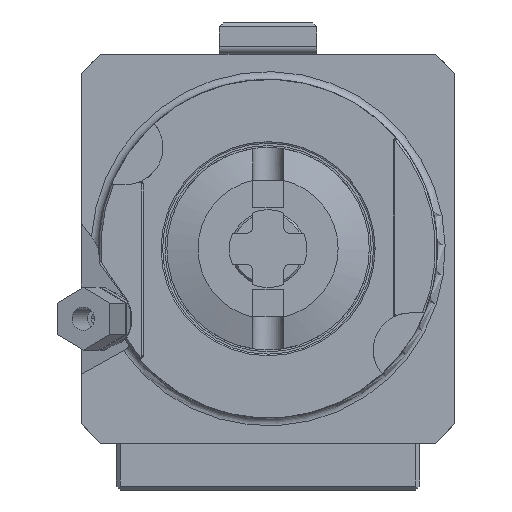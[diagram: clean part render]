
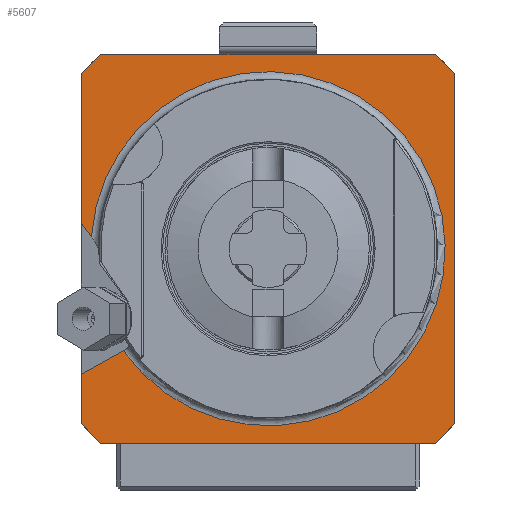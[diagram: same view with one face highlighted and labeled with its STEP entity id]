
A CAD part, left-side view. The second image highlights one B-rep face of the part: STEP entity #5607.
In plain terms, the highlighted planar face has unit normal (-1, 0, 0).
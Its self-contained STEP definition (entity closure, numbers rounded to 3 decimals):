
#602=DIRECTION('',(0.,-0.874,0.485));
#603=VECTOR('',#602,12.366);
#604=CARTESIAN_POINT('',(-25.,48.,-32.226));
#605=LINE('',#604,#603);
#606=DIRECTION('',(0.,-0.589,-0.808));
#607=VECTOR('',#606,4.419);
#608=CARTESIAN_POINT('',(-25.,48.,6.618));
#609=LINE('',#608,#607);
#610=DIRECTION('',(0.,0.,1.));
#611=VECTOR('',#610,38.382);
#612=CARTESIAN_POINT('',(-25.,48.,6.618));
#613=LINE('',#612,#611);
#614=DIRECTION('',(0.,0.707,-0.707));
#615=VECTOR('',#614,7.071);
#616=CARTESIAN_POINT('',(-25.,43.,50.));
#617=LINE('',#616,#615);
#618=DIRECTION('',(0.,-1.,0.));
#619=VECTOR('',#618,86.);
#620=CARTESIAN_POINT('',(-25.,43.,50.));
#621=LINE('',#620,#619);
#622=DIRECTION('',(0.,0.707,0.707));
#623=VECTOR('',#622,7.071);
#624=CARTESIAN_POINT('',(-25.,-48.,45.));
#625=LINE('',#624,#623);
#626=DIRECTION('',(0.,0.,-1.));
#627=VECTOR('',#626,90.);
#628=CARTESIAN_POINT('',(-25.,-48.,45.));
#629=LINE('',#628,#627);
#630=DIRECTION('',(0.,-0.707,0.707));
#631=VECTOR('',#630,7.071);
#632=CARTESIAN_POINT('',(-25.,-43.,-50.));
#633=LINE('',#632,#631);
#634=DIRECTION('',(0.,1.,0.));
#635=VECTOR('',#634,86.);
#636=CARTESIAN_POINT('',(-25.,-43.,-50.));
#637=LINE('',#636,#635);
#638=DIRECTION('',(0.,-0.707,-0.707));
#639=VECTOR('',#638,7.071);
#640=CARTESIAN_POINT('',(-25.,48.,-45.));
#641=LINE('',#640,#639);
#642=DIRECTION('',(0.,0.,1.));
#643=VECTOR('',#642,12.774);
#644=CARTESIAN_POINT('',(-25.,48.,-45.));
#645=LINE('',#644,#643);
#738=CARTESIAN_POINT('',(-25.,0.,0.));
#739=DIRECTION('',(1.,0.,0.));
#740=DIRECTION('',(0.,0.998,0.067));
#741=AXIS2_PLACEMENT_3D('',#738,#739,#740);
#4009=CARTESIAN_POINT('',(-25.,-48.,45.));
#4010=CARTESIAN_POINT('',(-25.,-43.,50.));
#4011=VERTEX_POINT('',#4009);
#4012=VERTEX_POINT('',#4010);
#4019=CARTESIAN_POINT('',(-25.,43.,50.));
#4020=CARTESIAN_POINT('',(-25.,48.,45.));
#4021=VERTEX_POINT('',#4019);
#4022=VERTEX_POINT('',#4020);
#4029=CARTESIAN_POINT('',(-25.,-48.,-45.));
#4030=VERTEX_POINT('',#4029);
#4039=CARTESIAN_POINT('',(-25.,-43.,-50.));
#4040=VERTEX_POINT('',#4039);
#4043=CARTESIAN_POINT('',(-25.,48.,-45.));
#4044=CARTESIAN_POINT('',(-25.,43.,-50.));
#4045=VERTEX_POINT('',#4043);
#4046=VERTEX_POINT('',#4044);
#4096=CARTESIAN_POINT('',(-25.,48.,-32.226));
#4097=CARTESIAN_POINT('',(-25.,37.187,
-26.225));
#4098=VERTEX_POINT('',#4096);
#4099=VERTEX_POINT('',#4097);
#4100=CARTESIAN_POINT('',(-25.,48.,6.618));
#4101=CARTESIAN_POINT('',(-25.,45.398,3.046));
#4102=VERTEX_POINT('',#4100);
#4103=VERTEX_POINT('',#4101);
#5578=CARTESIAN_POINT('',(-25.,0.,0.));
#5579=DIRECTION('',(-1.,0.,0.));
#5580=DIRECTION('',(0.,0.,-1.));
#5581=AXIS2_PLACEMENT_3D('',#5578,#5579,#5580);
#5582=PLANE('',#5581);
#5584=ORIENTED_EDGE('',*,*,#5583,.T.);
#5586=ORIENTED_EDGE('',*,*,#5585,.F.);
#5588=ORIENTED_EDGE('',*,*,#5587,.F.);
#5590=ORIENTED_EDGE('',*,*,#5589,.T.);
#5592=ORIENTED_EDGE('',*,*,#5591,.F.);
#5593=ORIENTED_EDGE('',*,*,#5053,.T.);
#5594=ORIENTED_EDGE('',*,*,#5567,.F.);
#5596=ORIENTED_EDGE('',*,*,#5595,.T.);
#5598=ORIENTED_EDGE('',*,*,#5597,.F.);
#5600=ORIENTED_EDGE('',*,*,#5599,.T.);
#5602=ORIENTED_EDGE('',*,*,#5601,.F.);
#5604=ORIENTED_EDGE('',*,*,#5603,.T.);
#5605=EDGE_LOOP('',(#5584,#5586,#5588,#5590,#5592,#5593,#5594,#5596,#5598,#5600,
#5602,#5604));
#5606=FACE_OUTER_BOUND('',#5605,.F.);
#5607=ADVANCED_FACE('',(#5606),#5582,.T.);
#742=CIRCLE('',#741,45.5);
#5053=EDGE_CURVE('',#4021,#4012,#621,.T.);
#5567=EDGE_CURVE('',#4011,#4012,#625,.T.);
#5583=EDGE_CURVE('',#4098,#4099,#605,.T.);
#5585=EDGE_CURVE('',#4103,#4099,#742,.T.);
#5587=EDGE_CURVE('',#4102,#4103,#609,.T.);
#5589=EDGE_CURVE('',#4102,#4022,#613,.T.);
#5591=EDGE_CURVE('',#4021,#4022,#617,.T.);
#5595=EDGE_CURVE('',#4011,#4030,#629,.T.);
#5597=EDGE_CURVE('',#4040,#4030,#633,.T.);
#5599=EDGE_CURVE('',#4040,#4046,#637,.T.);
#5601=EDGE_CURVE('',#4045,#4046,#641,.T.);
#5603=EDGE_CURVE('',#4045,#4098,#645,.T.);
